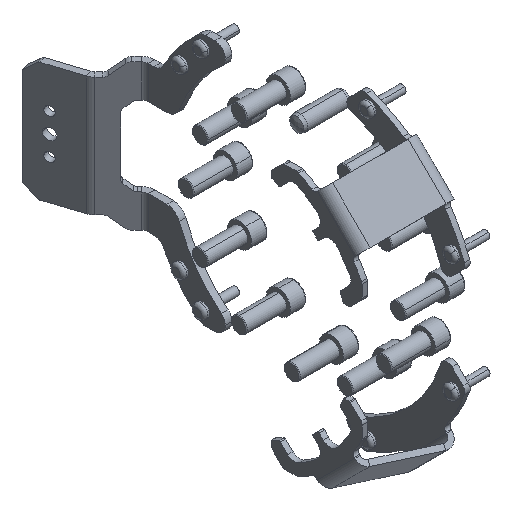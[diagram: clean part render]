
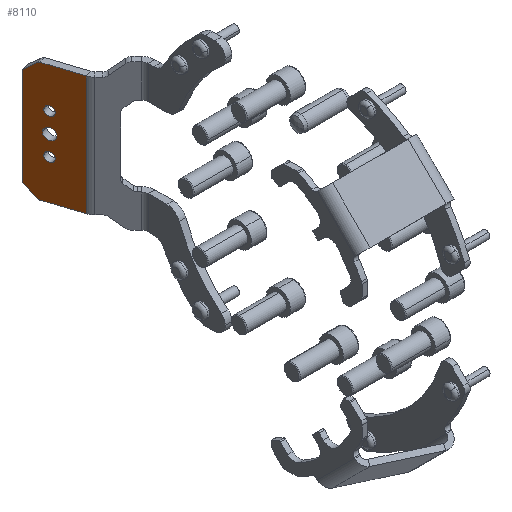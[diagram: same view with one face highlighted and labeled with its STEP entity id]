
A CAD part, isometric view. The second image highlights one B-rep face of the part: STEP entity #8110.
In plain terms, the highlighted planar face has unit normal (-0.951, -0.309, 0).
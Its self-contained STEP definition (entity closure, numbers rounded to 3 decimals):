
#7 = EDGE_CURVE ( 'NONE', #4567, #282, #3210, .T. ) ;
#54 = AXIS2_PLACEMENT_3D ( 'NONE', #3678, #12408, #10744 ) ;
#63 = DIRECTION ( 'NONE',  ( 0.309, -0.951, 0. ) ) ;
#94 = DIRECTION ( 'NONE',  ( -0.951, -0.309, 0. ) ) ;
#99 = ORIENTED_EDGE ( 'NONE', *, *, #13645, .F. ) ;
#121 = EDGE_CURVE ( 'NONE', #12444, #4401, #1755, .T. ) ;
#169 = LINE ( 'NONE', #1433, #7926 ) ;
#208 = CARTESIAN_POINT ( 'NONE',  ( 1994.744, 180.63, 2089.324 ) ) ;
#282 = VERTEX_POINT ( 'NONE', #9421 ) ;
#337 = ORIENTED_EDGE ( 'NONE', *, *, #6298, .T. ) ;
#382 = EDGE_CURVE ( 'NONE', #282, #4567, #7208, .T. ) ;
#475 = CARTESIAN_POINT ( 'NONE',  ( 1997.911, 170.882, 2125. ) ) ;
#612 = DIRECTION ( 'NONE',  ( -0.951, -0.309, 0. ) ) ;
#649 = AXIS2_PLACEMENT_3D ( 'NONE', #4377, #612, #9019 ) ;
#869 = ORIENTED_EDGE ( 'NONE', *, *, #12620, .T. ) ;
#1067 = AXIS2_PLACEMENT_3D ( 'NONE', #14042, #8695, #11683 ) ;
#1153 = VECTOR ( 'NONE', #4626, 1000. ) ;
#1172 = CARTESIAN_POINT ( 'NONE',  ( 2000.275, 163.606, 2140. ) ) ;
#1285 = LINE ( 'NONE', #6939, #14570 ) ;
#1324 = VERTEX_POINT ( 'NONE', #3316 ) ;
#1433 = CARTESIAN_POINT ( 'NONE',  ( 1994.126, 182.532, 2088.391 ) ) ;
#1755 = CIRCLE ( 'NONE', #11823, 2. ) ;
#1778 = DIRECTION ( 'NONE',  ( 0.309, -0.951, 0. ) ) ;
#1975 = CARTESIAN_POINT ( 'NONE',  ( 1999.224, 166.84, 2140. ) ) ;
#1998 = EDGE_CURVE ( 'NONE', #7592, #13549, #12699, .T. ) ;
#2309 = CARTESIAN_POINT ( 'NONE',  ( 1997.043, 173.552, 2080.468 ) ) ;
#2323 = EDGE_LOOP ( 'NONE', ( #10896, #13618 ) ) ;
#2428 = DIRECTION ( 'NONE',  ( 0.309, -0.951, 0. ) ) ;
#2488 = EDGE_LOOP ( 'NONE', ( #6631, #10284 ) ) ;
#2656 = CARTESIAN_POINT ( 'NONE',  ( 1997.043, 173.552, 2169.532 ) ) ;
#2678 = DIRECTION ( 'NONE',  ( 0.309, -0.951, 0. ) ) ;
#2960 = AXIS2_PLACEMENT_3D ( 'NONE', #8686, #3083, #13890 ) ;
#3002 = LINE ( 'NONE', #11699, #7786 ) ;
#3083 = DIRECTION ( 'NONE',  ( 0.951, 0.309, 0. ) ) ;
#3210 = CIRCLE ( 'NONE', #54, 3.4 ) ;
#3242 = EDGE_CURVE ( 'NONE', #6210, #14534, #12871, .T. ) ;
#3316 = CARTESIAN_POINT ( 'NONE',  ( 2006.053, 145.822, 2080. ) ) ;
#3352 = DIRECTION ( 'NONE',  ( 0.951, 0.309, 0. ) ) ;
#3486 = DIRECTION ( 'NONE',  ( 0., 0., 1. ) ) ;
#3497 = CARTESIAN_POINT ( 'NONE',  ( 2006.053, 145.822, 2170. ) ) ;
#3645 = EDGE_LOOP ( 'NONE', ( #8844, #5984 ) ) ;
#3678 = CARTESIAN_POINT ( 'NONE',  ( 1999.224, 166.84, 2110. ) ) ;
#3699 = DIRECTION ( 'NONE',  ( -0.951, -0.309, 0. ) ) ;
#4174 = DIRECTION ( 'NONE',  ( 0.951, 0.309, 0. ) ) ;
#4191 = CARTESIAN_POINT ( 'NONE',  ( 1994.126, 182.532, 2160.676 ) ) ;
#4377 = CARTESIAN_POINT ( 'NONE',  ( 1997.441, 172.33, 2168. ) ) ;
#4401 = VERTEX_POINT ( 'NONE', #4191 ) ;
#4476 = VECTOR ( 'NONE', #6429, 1000. ) ;
#4567 = VERTEX_POINT ( 'NONE', #6803 ) ;
#4626 = DIRECTION ( 'NONE',  ( 0.309, -0.951, 0. ) ) ;
#4668 = AXIS2_PLACEMENT_3D ( 'NONE', #13811, #8369, #8934 ) ;
#4889 = CARTESIAN_POINT ( 'NONE',  ( 1997.441, 172.33, 2082. ) ) ;
#4992 = EDGE_CURVE ( 'NONE', #14099, #9494, #8350, .T. ) ;
#5087 = CARTESIAN_POINT ( 'NONE',  ( 2006.795, 143.539, 2170. ) ) ;
#5340 = AXIS2_PLACEMENT_3D ( 'NONE', #7231, #13194, #1778 ) ;
#5534 = VERTEX_POINT ( 'NONE', #3497 ) ;
#5742 = FACE_OUTER_BOUND ( 'NONE', #5805, .T. ) ;
#5805 = EDGE_LOOP ( 'NONE', ( #337, #11880, #14236, #13442, #99, #6560, #6269, #9664, #13573, #869 ) ) ;
#5984 = ORIENTED_EDGE ( 'NONE', *, *, #1998, .T. ) ;
#6041 = CIRCLE ( 'NONE', #5340, 4.25 ) ;
#6210 = VERTEX_POINT ( 'NONE', #12952 ) ;
#6269 = ORIENTED_EDGE ( 'NONE', *, *, #7134, .T. ) ;
#6279 = EDGE_CURVE ( 'NONE', #13642, #11067, #9142, .T. ) ;
#6298 = EDGE_CURVE ( 'NONE', #5534, #6210, #14194, .T. ) ;
#6428 = EDGE_CURVE ( 'NONE', #8649, #14543, #9583, .T. ) ;
#6429 = DIRECTION ( 'NONE',  ( -0.237, 0.729, -0.643 ) ) ;
#6560 = ORIENTED_EDGE ( 'NONE', *, *, #6428, .T. ) ;
#6598 = CARTESIAN_POINT ( 'NONE',  ( 1999.224, 166.84, 2125. ) ) ;
#6631 = ORIENTED_EDGE ( 'NONE', *, *, #7, .T. ) ;
#6710 = CARTESIAN_POINT ( 'NONE',  ( 1994.126, 182.532, 2089.324 ) ) ;
#6731 = FACE_BOUND ( 'NONE', #3645, .T. ) ;
#6803 = CARTESIAN_POINT ( 'NONE',  ( 2000.275, 163.606, 2110. ) ) ;
#6939 = CARTESIAN_POINT ( 'NONE',  ( 2006.053, 145.822, 2030. ) ) ;
#7134 = EDGE_CURVE ( 'NONE', #14543, #13642, #169, .T. ) ;
#7183 = EDGE_CURVE ( 'NONE', #13549, #7592, #8284, .T. ) ;
#7208 = CIRCLE ( 'NONE', #1067, 3.4 ) ;
#7231 = CARTESIAN_POINT ( 'NONE',  ( 1999.224, 166.84, 2125. ) ) ;
#7592 = VERTEX_POINT ( 'NONE', #11166 ) ;
#7786 = VECTOR ( 'NONE', #3486, 1000. ) ;
#7899 = CARTESIAN_POINT ( 'NONE',  ( 1994.744, 180.63, 2160.676 ) ) ;
#7926 = VECTOR ( 'NONE', #10106, 1000. ) ;
#7935 = AXIS2_PLACEMENT_3D ( 'NONE', #1975, #3352, #8949 ) ;
#8051 = AXIS2_PLACEMENT_3D ( 'NONE', #4889, #11885, #13087 ) ;
#8083 = CARTESIAN_POINT ( 'NONE',  ( 1994.346, 181.853, 2087.792 ) ) ;
#8110 = ADVANCED_FACE ( 'NONE', ( #13954, #6731, #11090, #5742 ), #10548, .F. ) ;
#8284 = CIRCLE ( 'NONE', #7935, 3.4 ) ;
#8288 = LINE ( 'NONE', #12574, #4476 ) ;
#8350 = CIRCLE ( 'NONE', #13515, 4.25 ) ;
#8369 = DIRECTION ( 'NONE',  ( 0.951, 0.309, 0. ) ) ;
#8649 = VERTEX_POINT ( 'NONE', #6710 ) ;
#8656 = AXIS2_PLACEMENT_3D ( 'NONE', #208, #94, #63 ) ;
#8686 = CARTESIAN_POINT ( 'NONE',  ( 1999.224, 166.84, 2140. ) ) ;
#8695 = DIRECTION ( 'NONE',  ( 0.951, 0.309, 0. ) ) ;
#8844 = ORIENTED_EDGE ( 'NONE', *, *, #7183, .T. ) ;
#8934 = DIRECTION ( 'NONE',  ( 0.309, -0.951, 0. ) ) ;
#8949 = DIRECTION ( 'NONE',  ( 0.309, -0.951, 0. ) ) ;
#9019 = DIRECTION ( 'NONE',  ( 0.309, -0.951, 0. ) ) ;
#9142 = CIRCLE ( 'NONE', #8051, 2. ) ;
#9325 = DIRECTION ( 'NONE',  ( 0., 0., 1. ) ) ;
#9421 = CARTESIAN_POINT ( 'NONE',  ( 1998.174, 170.074, 2110. ) ) ;
#9494 = VERTEX_POINT ( 'NONE', #11795 ) ;
#9583 = CIRCLE ( 'NONE', #8656, 2. ) ;
#9664 = ORIENTED_EDGE ( 'NONE', *, *, #6279, .T. ) ;
#9774 = DIRECTION ( 'NONE',  ( -0.309, 0.951, 0. ) ) ;
#10043 = EDGE_CURVE ( 'NONE', #11067, #1324, #10522, .T. ) ;
#10106 = DIRECTION ( 'NONE',  ( 0.237, -0.729, -0.643 ) ) ;
#10284 = ORIENTED_EDGE ( 'NONE', *, *, #382, .T. ) ;
#10522 = LINE ( 'NONE', #11055, #1153 ) ;
#10548 = PLANE ( 'NONE',  #4668 ) ;
#10744 = DIRECTION ( 'NONE',  ( 0.309, -0.951, 0. ) ) ;
#10896 = ORIENTED_EDGE ( 'NONE', *, *, #11220, .T. ) ;
#11055 = CARTESIAN_POINT ( 'NONE',  ( 2006.795, 143.539, 2080. ) ) ;
#11067 = VERTEX_POINT ( 'NONE', #14158 ) ;
#11090 = FACE_BOUND ( 'NONE', #2488, .T. ) ;
#11166 = CARTESIAN_POINT ( 'NONE',  ( 1998.174, 170.074, 2140. ) ) ;
#11220 = EDGE_CURVE ( 'NONE', #9494, #14099, #6041, .T. ) ;
#11683 = DIRECTION ( 'NONE',  ( 0.309, -0.951, 0. ) ) ;
#11699 = CARTESIAN_POINT ( 'NONE',  ( 1994.126, 182.532, 2030. ) ) ;
#11795 = CARTESIAN_POINT ( 'NONE',  ( 2000.538, 162.798, 2125. ) ) ;
#11823 = AXIS2_PLACEMENT_3D ( 'NONE', #7899, #3699, #2428 ) ;
#11880 = ORIENTED_EDGE ( 'NONE', *, *, #3242, .T. ) ;
#11885 = DIRECTION ( 'NONE',  ( -0.951, -0.309, 0. ) ) ;
#12408 = DIRECTION ( 'NONE',  ( 0.951, 0.309, 0. ) ) ;
#12444 = VERTEX_POINT ( 'NONE', #14953 ) ;
#12574 = CARTESIAN_POINT ( 'NONE',  ( 1994.126, 182.532, 2161.609 ) ) ;
#12620 = EDGE_CURVE ( 'NONE', #1324, #5534, #1285, .T. ) ;
#12699 = CIRCLE ( 'NONE', #2960, 3.4 ) ;
#12871 = CIRCLE ( 'NONE', #649, 2. ) ;
#12952 = CARTESIAN_POINT ( 'NONE',  ( 1997.441, 172.33, 2170. ) ) ;
#13087 = DIRECTION ( 'NONE',  ( 0.309, -0.951, 0. ) ) ;
#13194 = DIRECTION ( 'NONE',  ( 0.951, 0.309, 0. ) ) ;
#13442 = ORIENTED_EDGE ( 'NONE', *, *, #121, .T. ) ;
#13515 = AXIS2_PLACEMENT_3D ( 'NONE', #6598, #4174, #2678 ) ;
#13549 = VERTEX_POINT ( 'NONE', #1172 ) ;
#13573 = ORIENTED_EDGE ( 'NONE', *, *, #10043, .T. ) ;
#13618 = ORIENTED_EDGE ( 'NONE', *, *, #4992, .T. ) ;
#13642 = VERTEX_POINT ( 'NONE', #2309 ) ;
#13645 = EDGE_CURVE ( 'NONE', #8649, #4401, #3002, .T. ) ;
#13811 = CARTESIAN_POINT ( 'NONE',  ( 2006.795, 143.539, 2030. ) ) ;
#13890 = DIRECTION ( 'NONE',  ( 0.309, -0.951, 0. ) ) ;
#13954 = FACE_BOUND ( 'NONE', #2323, .T. ) ;
#14042 = CARTESIAN_POINT ( 'NONE',  ( 1999.224, 166.84, 2110. ) ) ;
#14075 = EDGE_CURVE ( 'NONE', #14534, #12444, #8288, .T. ) ;
#14099 = VERTEX_POINT ( 'NONE', #475 ) ;
#14158 = CARTESIAN_POINT ( 'NONE',  ( 1997.441, 172.33, 2080. ) ) ;
#14194 = LINE ( 'NONE', #5087, #14561 ) ;
#14236 = ORIENTED_EDGE ( 'NONE', *, *, #14075, .T. ) ;
#14534 = VERTEX_POINT ( 'NONE', #2656 ) ;
#14543 = VERTEX_POINT ( 'NONE', #8083 ) ;
#14561 = VECTOR ( 'NONE', #9774, 1000. ) ;
#14570 = VECTOR ( 'NONE', #9325, 1000. ) ;
#14953 = CARTESIAN_POINT ( 'NONE',  ( 1994.346, 181.853, 2162.208 ) ) ;
